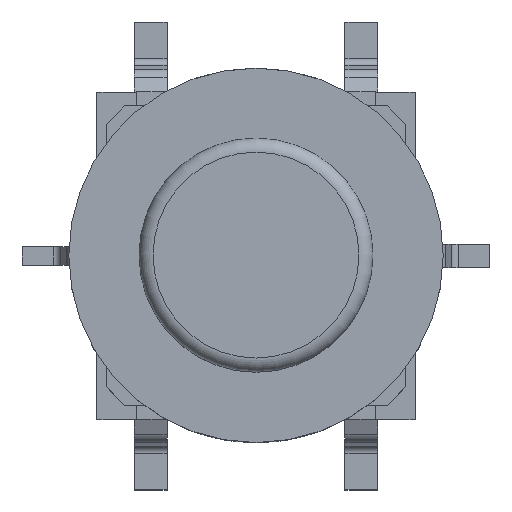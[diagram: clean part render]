
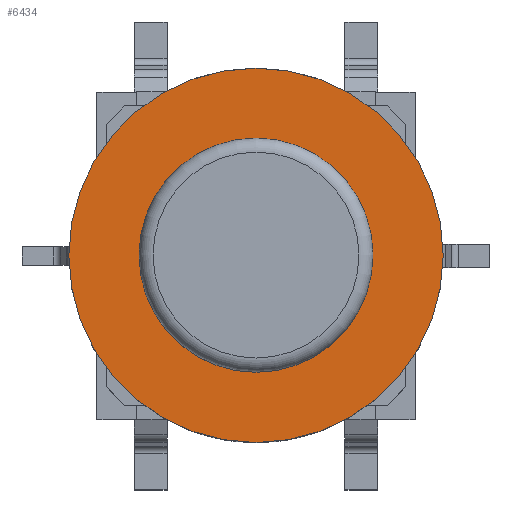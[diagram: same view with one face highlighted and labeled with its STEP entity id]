
A CAD part, top view. The second image highlights one B-rep face of the part: STEP entity #6434.
In plain terms, the highlighted planar face has unit normal (0, 0, 1).
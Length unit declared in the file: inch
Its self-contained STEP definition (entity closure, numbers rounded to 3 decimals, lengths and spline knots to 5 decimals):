
#123=FACE_BOUND('',#1096,.T.);
#395=PLANE('',#6949);
#730=FACE_OUTER_BOUND('',#1095,.T.);
#1095=EDGE_LOOP('',(#6091));
#1096=EDGE_LOOP('',(#6092));
#2734=CIRCLE('',#6912,0.09843);
#2752=CIRCLE('',#6948,0.15748);
#3332=VERTEX_POINT('',#10571);
#3362=VERTEX_POINT('',#10663);
#4227=EDGE_CURVE('',#3332,#3332,#2734,.T.);
#4270=EDGE_CURVE('',#3362,#3362,#2752,.T.);
#6091=ORIENTED_EDGE('',*,*,#4270,.T.);
#6092=ORIENTED_EDGE('',*,*,#4227,.F.);
#6434=ADVANCED_FACE('',(#730,#123),#395,.T.);
#6912=AXIS2_PLACEMENT_3D('',#10573,#8571,#8572);
#6948=AXIS2_PLACEMENT_3D('',#10664,#8668,#8669);
#6949=AXIS2_PLACEMENT_3D('',#10667,#8672,#8673);
#8571=DIRECTION('center_axis',(0.,0.,
1.));
#8572=DIRECTION('ref_axis',(0.,1.,0.));
#8668=DIRECTION('center_axis',(0.,0.,
1.));
#8669=DIRECTION('ref_axis',(0.,1.,0.));
#8672=DIRECTION('center_axis',(0.,0.,
1.));
#8673=DIRECTION('ref_axis',(-1.,0.,0.));
#10571=CARTESIAN_POINT('',(0.,-0.09843,0.27756));
#10573=CARTESIAN_POINT('Origin',(0.,0.,
0.27756));
#10663=CARTESIAN_POINT('',(0.,-0.15748,0.27756));
#10664=CARTESIAN_POINT('Origin',(0.,0.,
0.27756));
#10667=CARTESIAN_POINT('Origin',(0.,0.12795,
0.27756));
